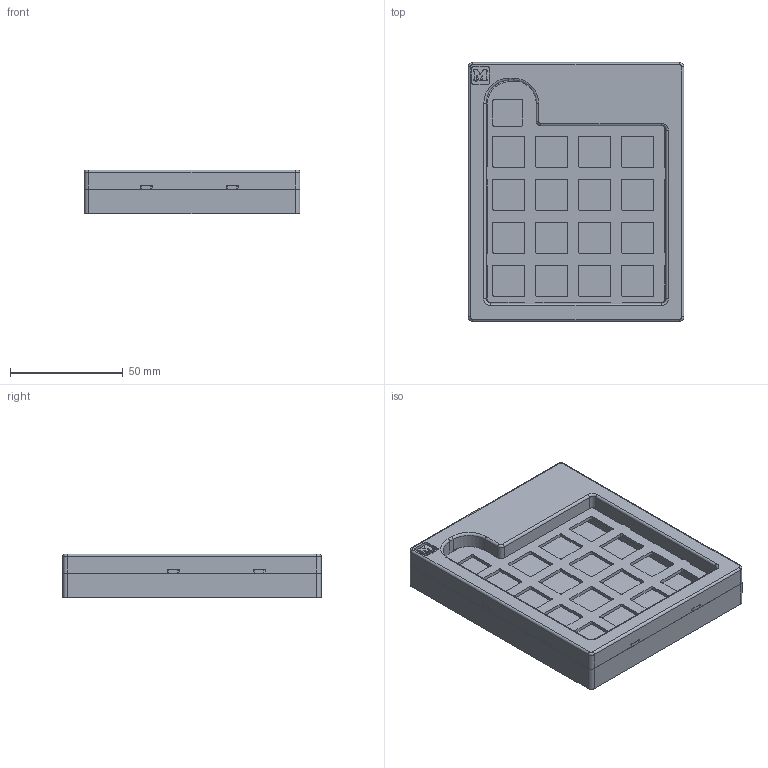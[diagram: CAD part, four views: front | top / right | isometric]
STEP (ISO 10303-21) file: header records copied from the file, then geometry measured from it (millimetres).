
FILE_DESCRIPTION(/* description */ (''),/* implementation_level */ '2;1');
FILE_NAME(/* name */ 'MPad-Full.step',/* time_stamp */ '2024-10-23T09:15:40+06:00',/* author */ (''),/* organization */ (''),/* preprocessor_version */ 'ST-DEVELOPER v20',/* originating_system */ 'Autodesk Translation Framework v13.20.0.188',/* authorisation */ '');
FILE_SCHEMA (('AUTOMOTIVE_DESIGN { 1 0 10303 214 3 1 1 }'));
Length unit declared in the file: millimetre
Products named in the file (1): Macropad-case
Bounding box: 95.67 x 114.78 x 19.5 mm (x, y, z)
Volume: 97669.9 mm3; surface area: 56475.7 mm2
Topology: 3 solids, 3 shells, 400 faces, 1143 edges, 754 vertices
Faces by surface type: plane 182, cylinder 144, bspline 65, torus 5, cone 4
Full cylindrical faces by diameter (mm): 2.529 x8
Entity records: 13776 total; most frequent: CARTESIAN_POINT 3358, ORIENTED_EDGE 2286, DIRECTION 1997, EDGE_CURVE 1143, VERTEX_POINT 754, LINE 721, VECTOR 721, AXIS2_PLACEMENT_3D 638
